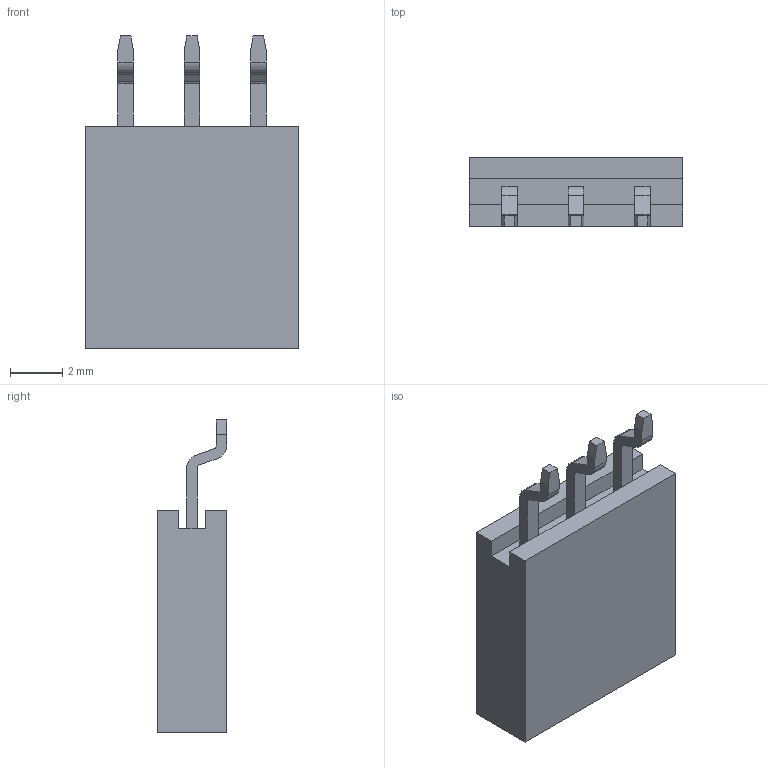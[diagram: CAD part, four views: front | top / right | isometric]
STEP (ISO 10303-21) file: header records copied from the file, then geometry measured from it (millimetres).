
FILE_DESCRIPTION (( 'STEP AP214' ), '1' );
FILE_NAME ('BG300-03-A-L-A.STEP', '2024-03-26T21:33:11', ( '' ), ( '' ), 'SwSTEP 2.0', 'SolidWorks 2021', '' );
FILE_SCHEMA (( 'AUTOMOTIVE_DESIGN' ));
Length unit declared in the file: millimetre
Products named in the file (3): pin^BG301-xxx; BG300-03-A-L-A; body^BG301-xxx
Assembly tree (4 placements, depth 2):
  BG300-03-A-L-A
    body^BG301-xxx
    pin^BG301-xxx  x3
Bounding box: 8.17 x 2.65 x 11.95 mm (x, y, z)
Volume: 179.6 mm3; surface area: 274.3 mm2
Topology: 4 solids, 4 shells, 73 faces, 186 edges, 124 vertices
Faces by surface type: plane 61, cylinder 12
Entity records: 1330 total; most frequent: CARTESIAN_POINT 218, DIRECTION 206, ORIENTED_EDGE 204, EDGE_CURVE 102, LINE 94, VECTOR 94, VERTEX_POINT 68, AXIS2_PLACEMENT_3D 56
